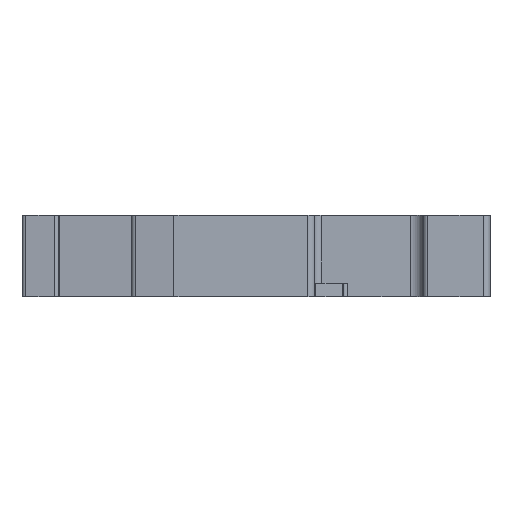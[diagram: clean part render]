
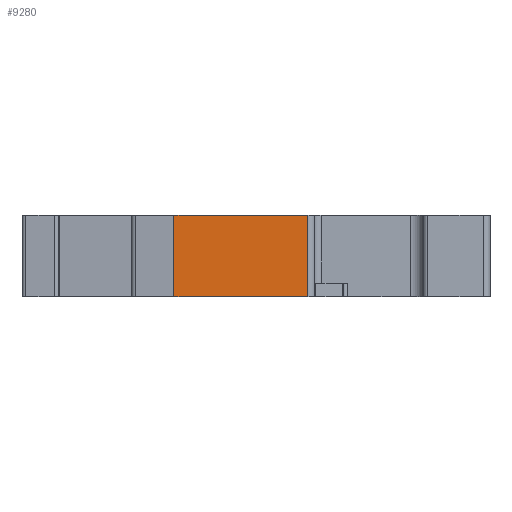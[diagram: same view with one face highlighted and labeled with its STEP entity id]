
A CAD part, left-side view. The second image highlights one B-rep face of the part: STEP entity #9280.
In plain terms, the highlighted planar face has unit normal (-1, 0, 0).
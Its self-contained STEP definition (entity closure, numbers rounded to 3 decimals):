
#75=DIRECTION('',(0.,-1.,0.));
#76=VECTOR('',#75,10.07);
#77=CARTESIAN_POINT('',(-38.5,17.77,-3.4));
#78=LINE('',#77,#76);
#721=DIRECTION('',(0.,1.,0.));
#722=VECTOR('',#721,10.07);
#723=CARTESIAN_POINT('',(-38.5,7.7,2.7));
#724=LINE('',#723,#722);
#3207=DIRECTION('',(0.,0.,1.));
#3208=VECTOR('',#3207,6.1);
#3209=CARTESIAN_POINT('',(-38.5,17.77,-3.4));
#3210=LINE('',#3209,#3208);
#3215=DIRECTION('',(0.,0.,1.));
#3216=VECTOR('',#3215,6.1);
#3217=CARTESIAN_POINT('',(-38.5,7.7,-3.4));
#3218=LINE('',#3217,#3216);
#3797=CARTESIAN_POINT('',(-38.5,17.77,-3.4));
#3798=VERTEX_POINT('',#3797);
#3799=CARTESIAN_POINT('',(-38.5,7.7,-3.4));
#3800=VERTEX_POINT('',#3799);
#4095=CARTESIAN_POINT('',(-38.5,7.7,2.7));
#4096=VERTEX_POINT('',#4095);
#4097=CARTESIAN_POINT('',(-38.5,17.77,2.7));
#4098=VERTEX_POINT('',#4097);
#9268=CARTESIAN_POINT('',(-38.5,29.2,2.7));
#9269=DIRECTION('',(-1.,0.,0.));
#9270=DIRECTION('',(0.,-1.,0.));
#9271=AXIS2_PLACEMENT_3D('',#9268,#9269,#9270);
#9272=PLANE('',#9271);
#9273=ORIENTED_EDGE('',*,*,#4958,.F.);
#9274=ORIENTED_EDGE('',*,*,#9261,.T.);
#9275=ORIENTED_EDGE('',*,*,#5373,.F.);
#9277=ORIENTED_EDGE('',*,*,#9276,.F.);
#9278=EDGE_LOOP('',(#9273,#9274,#9275,#9277));
#9279=FACE_OUTER_BOUND('',#9278,.F.);
#9280=ADVANCED_FACE('',(#9279),#9272,.T.);
#4958=EDGE_CURVE('',#3798,#3800,#78,.T.);
#5373=EDGE_CURVE('',#4096,#4098,#724,.T.);
#9261=EDGE_CURVE('',#3798,#4098,#3210,.T.);
#9276=EDGE_CURVE('',#3800,#4096,#3218,.T.);
